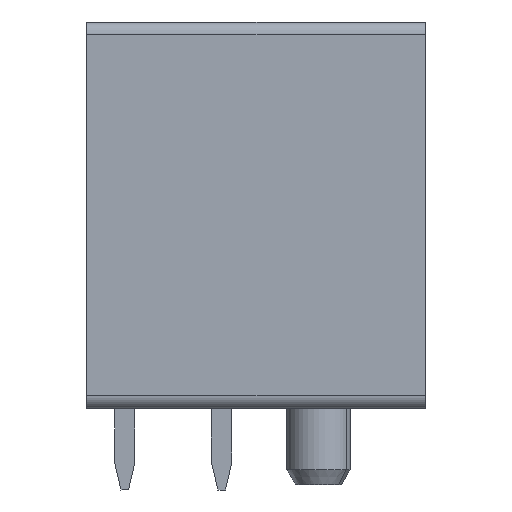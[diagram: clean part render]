
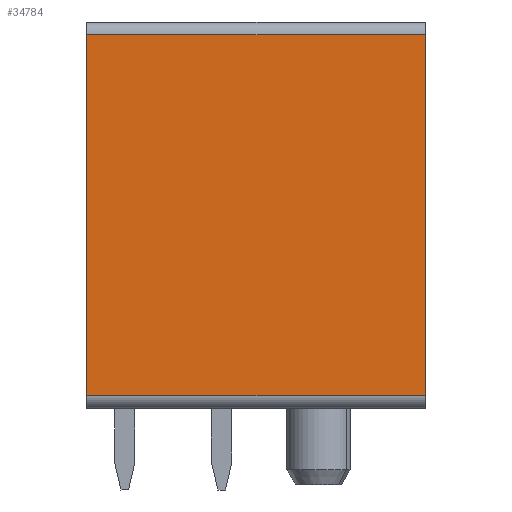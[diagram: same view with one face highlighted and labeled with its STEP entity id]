
A CAD part, left-side view. The second image highlights one B-rep face of the part: STEP entity #34784.
In plain terms, the highlighted planar face has unit normal (-1, 0, 0).
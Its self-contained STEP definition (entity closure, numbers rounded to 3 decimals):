
#34776=AXIS2_PLACEMENT_3D('Plane Axis2P3D',#34773,#34774,#34775) ;
#224=CARTESIAN_POINT('Vertex',(0.,0.,17.9)) ;
#227=CARTESIAN_POINT('Line Origine',(0.,0.,10.8)) ;
#231=CARTESIAN_POINT('Vertex',(0.,0.,3.7)) ;
#4623=CARTESIAN_POINT('Vertex',(0.,13.3,3.7)) ;
#4626=CARTESIAN_POINT('Line Origine',(0.,13.3,10.8)) ;
#4630=CARTESIAN_POINT('Vertex',(0.,13.3,17.9)) ;
#34744=CARTESIAN_POINT('Line Origine',(0.,6.65,17.9)) ;
#34761=CARTESIAN_POINT('Line Origine',(0.,6.65,3.7)) ;
#34773=CARTESIAN_POINT('Axis2P3D Location',(0.,0.,0.)) ;
#228=DIRECTION('Vector Direction',(0.,0.,-1.)) ;
#4627=DIRECTION('Vector Direction',(0.,0.,1.)) ;
#34745=DIRECTION('Vector Direction',(0.,1.,0.)) ;
#34762=DIRECTION('Vector Direction',(0.,1.,0.)) ;
#34774=DIRECTION('Axis2P3D Direction',(-1.,0.,0.)) ;
#34775=DIRECTION('Axis2P3D XDirection',(0.,-1.,0.)) ;
#229=VECTOR('Line Direction',#228,1.) ;
#4628=VECTOR('Line Direction',#4627,1.) ;
#34746=VECTOR('Line Direction',#34745,1.) ;
#34763=VECTOR('Line Direction',#34762,1.) ;
#34779=ORIENTED_EDGE('',*,*,#233,.T.) ;
#34780=ORIENTED_EDGE('',*,*,#34748,.T.) ;
#34781=ORIENTED_EDGE('',*,*,#4632,.T.) ;
#34782=ORIENTED_EDGE('',*,*,#34765,.T.) ;
#34784=ADVANCED_FACE('HOUSING',(#34783),#34777,.T.) ;
#233=EDGE_CURVE('',#232,#225,#230,.F.) ;
#4632=EDGE_CURVE('',#4631,#4624,#4629,.F.) ;
#34748=EDGE_CURVE('',#225,#4631,#34747,.T.) ;
#34765=EDGE_CURVE('',#4624,#232,#34764,.F.) ;
#34778=EDGE_LOOP('',(#34779,#34780,#34781,#34782)) ;
#34783=FACE_OUTER_BOUND('',#34778,.T.) ;
#230=LINE('Line',#227,#229) ;
#4629=LINE('Line',#4626,#4628) ;
#34747=LINE('Line',#34744,#34746) ;
#34764=LINE('Line',#34761,#34763) ;
#34777=PLANE('',#34776) ;
#225=VERTEX_POINT('',#224) ;
#232=VERTEX_POINT('',#231) ;
#4624=VERTEX_POINT('',#4623) ;
#4631=VERTEX_POINT('',#4630) ;
